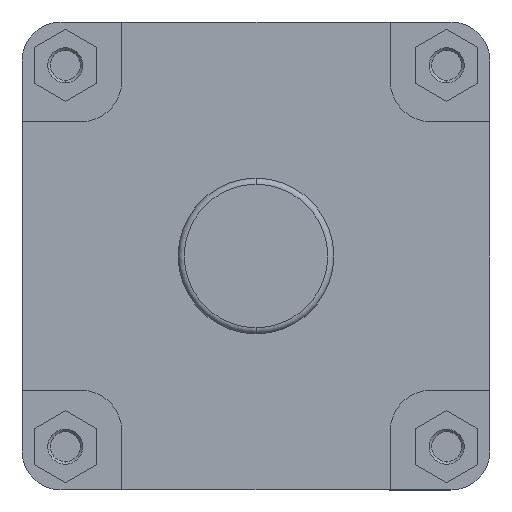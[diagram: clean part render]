
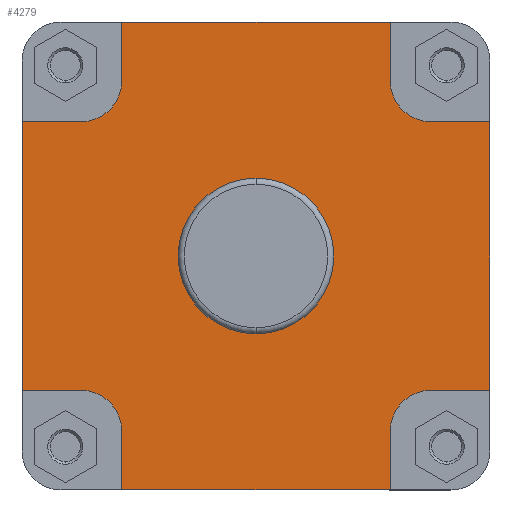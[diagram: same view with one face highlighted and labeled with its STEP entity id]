
A CAD part, left-side view. The second image highlights one B-rep face of the part: STEP entity #4279.
In plain terms, the highlighted planar face has unit normal (-1, 0, 0).
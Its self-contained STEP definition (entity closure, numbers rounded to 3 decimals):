
#133 = LINE ( 'NONE', #2820, #3119 ) ;
#362 = CARTESIAN_POINT ( 'NONE',  ( 67., -101., 101. ) ) ;
#370 = CARTESIAN_POINT ( 'NONE',  ( 67., 101., 101. ) ) ;
#371 = DIRECTION ( 'NONE',  ( -1., 0., 0. ) ) ;
#372 = DIRECTION ( 'NONE',  ( 0., 0., -1. ) ) ;
#373 = CARTESIAN_POINT ( 'NONE',  ( 67., 135., 77.5 ) ) ;
#374 = DIRECTION ( 'NONE',  ( 0., -1., 0. ) ) ;
#378 = CARTESIAN_POINT ( 'NONE',  ( 67., -77.5, 135. ) ) ;
#379 = DIRECTION ( 'NONE',  ( 0., 0., -1. ) ) ;
#384 = DIRECTION ( 'NONE',  ( -1., 0., 0. ) ) ;
#385 = DIRECTION ( 'NONE',  ( 0., 0., -1. ) ) ;
#425 = CARTESIAN_POINT ( 'NONE',  ( 67., -135., 0. ) ) ;
#426 = DIRECTION ( 'NONE',  ( 0., 0., 1. ) ) ;
#807 = CARTESIAN_POINT ( 'NONE',  ( 67., 0., 0. ) ) ;
#816 = DIRECTION ( 'NONE',  ( -1., 0., 0. ) ) ;
#817 = DIRECTION ( 'NONE',  ( 0., 0., 1. ) ) ;
#1413 = VERTEX_POINT ( 'NONE', #4257 ) ;
#1414 = VERTEX_POINT ( 'NONE', #4258 ) ;
#1421 = VERTEX_POINT ( 'NONE', #4359 ) ;
#1422 = VERTEX_POINT ( 'NONE', #4358 ) ;
#1423 = VERTEX_POINT ( 'NONE', #4357 ) ;
#1424 = VERTEX_POINT ( 'NONE', #4365 ) ;
#1425 = VERTEX_POINT ( 'NONE', #4254 ) ;
#1426 = VERTEX_POINT ( 'NONE', #4253 ) ;
#1427 = VERTEX_POINT ( 'NONE', #4252 ) ;
#1428 = VERTEX_POINT ( 'NONE', #4251 ) ;
#1429 = VERTEX_POINT ( 'NONE', #4250 ) ;
#1458 = VERTEX_POINT ( 'NONE', #4220 ) ;
#1619 = VERTEX_POINT ( 'NONE', #4158 ) ;
#1639 = VERTEX_POINT ( 'NONE', #6631 ) ;
#1642 = VERTEX_POINT ( 'NONE', #6633 ) ;
#1643 = VERTEX_POINT ( 'NONE', #6636 ) ;
#1898 = VERTEX_POINT ( 'NONE', #6536 ) ;
#1913 = VERTEX_POINT ( 'NONE', #6480 ) ;
#2003 = CARTESIAN_POINT ( 'NONE',  ( 67., 44.9, 0. ) ) ;
#2009 = PLANE ( 'NONE',  #6059 ) ;
#2010 = DIRECTION ( 'NONE',  ( 1., 0., 0. ) ) ;
#2011 = DIRECTION ( 'NONE',  ( 0., 0., -1. ) ) ;
#2499 = CARTESIAN_POINT ( 'NONE',  ( 67., -101., -101. ) ) ;
#2500 = DIRECTION ( 'NONE',  ( -1., 0., 0. ) ) ;
#2501 = DIRECTION ( 'NONE',  ( 0., 0., -1. ) ) ;
#2561 = CARTESIAN_POINT ( 'NONE',  ( 67., 77.5, -135. ) ) ;
#2564 = DIRECTION ( 'NONE',  ( 0., 0., 1. ) ) ;
#2565 = CARTESIAN_POINT ( 'NONE',  ( 67., 101., -101. ) ) ;
#2566 = DIRECTION ( 'NONE',  ( -1., 0., 0. ) ) ;
#2567 = DIRECTION ( 'NONE',  ( 0., 0., -1. ) ) ;
#2590 = CARTESIAN_POINT ( 'NONE',  ( 67., -297.141, 135. ) ) ;
#2596 = DIRECTION ( 'NONE',  ( 0., -1., 0. ) ) ;
#2613 = CARTESIAN_POINT ( 'NONE',  ( 67., 0., 0. ) ) ;
#2614 = DIRECTION ( 'NONE',  ( -1., 0., 0. ) ) ;
#2615 = DIRECTION ( 'NONE',  ( 0., 0., 1. ) ) ;
#2645 = CARTESIAN_POINT ( 'NONE',  ( 67., -77.5, -101. ) ) ;
#2646 = DIRECTION ( 'NONE',  ( 0., 0., -1. ) ) ;
#2659 = CARTESIAN_POINT ( 'NONE',  ( 67., 135., 0. ) ) ;
#2660 = DIRECTION ( 'NONE',  ( 0., 0., 1. ) ) ;
#2664 = CARTESIAN_POINT ( 'NONE',  ( 67., 77.5, 101. ) ) ;
#2667 = DIRECTION ( 'NONE',  ( 0., 0., 1. ) ) ;
#2672 = CARTESIAN_POINT ( 'NONE',  ( 67., -101., 77.5 ) ) ;
#2673 = DIRECTION ( 'NONE',  ( 0., -1., 0. ) ) ;
#2725 = CARTESIAN_POINT ( 'NONE',  ( 67., 101., -77.5 ) ) ;
#2726 = DIRECTION ( 'NONE',  ( 0., 1., 0. ) ) ;
#2820 = CARTESIAN_POINT ( 'NONE',  ( 67., -297.141, -135. ) ) ;
#2821 = DIRECTION ( 'NONE',  ( 0., -1., 0. ) ) ;
#3021 = CARTESIAN_POINT ( 'NONE',  ( 67., -135., -77.5 ) ) ;
#3030 = DIRECTION ( 'NONE',  ( 0., 1., 0. ) ) ;
#3119 = VECTOR ( 'NONE', #2821, 1000. ) ;
#3265 = LINE ( 'NONE', #3021, #3267 ) ;
#3267 = VECTOR ( 'NONE', #3030, 1000. ) ;
#3383 = LINE ( 'NONE', #373, #3386 ) ;
#3385 = LINE ( 'NONE', #378, #3388 ) ;
#3386 = VECTOR ( 'NONE', #374, 1000. ) ;
#3388 = VECTOR ( 'NONE', #379, 1000. ) ;
#3389 = CIRCLE ( 'NONE', #6280, 23.5 ) ;
#3396 = CIRCLE ( 'NONE', #6284, 23.5 ) ;
#3419 = LINE ( 'NONE', #425, #3420 ) ;
#3420 = VECTOR ( 'NONE', #426, 1000. ) ;
#3691 = CIRCLE ( 'NONE', #6346, 44.9 ) ;
#4019 = ORIENTED_EDGE ( 'NONE', *, *, #6616, .F. ) ;
#4022 = ORIENTED_EDGE ( 'NONE', *, *, #5482, .F. ) ;
#4026 = ORIENTED_EDGE ( 'NONE', *, *, #5711, .F. ) ;
#4027 = ORIENTED_EDGE ( 'NONE', *, *, #5708, .F. ) ;
#4028 = ORIENTED_EDGE ( 'NONE', *, *, #5449, .F. ) ;
#4031 = ORIENTED_EDGE ( 'NONE', *, *, #5435, .F. ) ;
#4034 = ORIENTED_EDGE ( 'NONE', *, *, #5729, .T. ) ;
#4037 = ORIENTED_EDGE ( 'NONE', *, *, #5545, .T. ) ;
#4038 = ORIENTED_EDGE ( 'NONE', *, *, #5457, .F. ) ;
#4039 = ORIENTED_EDGE ( 'NONE', *, *, #5407, .F. ) ;
#4040 = ORIENTED_EDGE ( 'NONE', *, *, #5634, .F. ) ;
#4056 = ORIENTED_EDGE ( 'NONE', *, *, #5479, .F. ) ;
#4057 = ORIENTED_EDGE ( 'NONE', *, *, #5713, .F. ) ;
#4058 = ORIENTED_EDGE ( 'NONE', *, *, #5709, .F. ) ;
#4059 = ORIENTED_EDGE ( 'NONE', *, *, #5504, .F. ) ;
#4060 = ORIENTED_EDGE ( 'NONE', *, *, #5476, .F. ) ;
#4064 = ORIENTED_EDGE ( 'NONE', *, *, #5470, .F. ) ;
#4068 = ORIENTED_EDGE ( 'NONE', *, *, #5436, .F. ) ;
#4158 = CARTESIAN_POINT ( 'NONE',  ( 67., 0., -44.9 ) ) ;
#4220 = CARTESIAN_POINT ( 'NONE',  ( 67., 0., 44.9 ) ) ;
#4250 = CARTESIAN_POINT ( 'NONE',  ( 67., -77.5, 135. ) ) ;
#4251 = CARTESIAN_POINT ( 'NONE',  ( 67., -135., 77.5 ) ) ;
#4252 = CARTESIAN_POINT ( 'NONE',  ( 67., 77.5, 101. ) ) ;
#4253 = CARTESIAN_POINT ( 'NONE',  ( 67., 77.5, 135. ) ) ;
#4254 = CARTESIAN_POINT ( 'NONE',  ( 67., 101., 77.5 ) ) ;
#4257 = CARTESIAN_POINT ( 'NONE',  ( 67., -77.5, 101. ) ) ;
#4258 = CARTESIAN_POINT ( 'NONE',  ( 67., -101., 77.5 ) ) ;
#4279 = ADVANCED_FACE ( 'NONE', ( #4859, #4857 ), #2009, .F. ) ;
#4357 = CARTESIAN_POINT ( 'NONE',  ( 67., 135., -77.5 ) ) ;
#4358 = CARTESIAN_POINT ( 'NONE',  ( 67., 101., -77.5 ) ) ;
#4359 = CARTESIAN_POINT ( 'NONE',  ( 67., 77.5, -101. ) ) ;
#4365 = CARTESIAN_POINT ( 'NONE',  ( 67., 135., 77.5 ) ) ;
#4857 = FACE_OUTER_BOUND ( 'NONE', #6434, .T. ) ;
#4859 = FACE_BOUND ( 'NONE', #6390, .T. ) ;
#5131 = CIRCLE ( 'NONE', #6178, 23.5 ) ;
#5173 = LINE ( 'NONE', #2561, #5177 ) ;
#5177 = VECTOR ( 'NONE', #2564, 1000. ) ;
#5181 = CIRCLE ( 'NONE', #6183, 23.5 ) ;
#5190 = LINE ( 'NONE', #2590, #5203 ) ;
#5203 = VECTOR ( 'NONE', #2596, 1000. ) ;
#5218 = CIRCLE ( 'NONE', #6193, 44.9 ) ;
#5232 = LINE ( 'NONE', #2645, #5233 ) ;
#5233 = VECTOR ( 'NONE', #2646, 1000. ) ;
#5245 = LINE ( 'NONE', #2659, #5246 ) ;
#5246 = VECTOR ( 'NONE', #2660, 1000. ) ;
#5248 = LINE ( 'NONE', #2664, #5251 ) ;
#5251 = VECTOR ( 'NONE', #2667, 1000. ) ;
#5256 = LINE ( 'NONE', #2672, #5257 ) ;
#5257 = VECTOR ( 'NONE', #2673, 1000. ) ;
#5293 = LINE ( 'NONE', #2725, #5294 ) ;
#5294 = VECTOR ( 'NONE', #2726, 1000. ) ;
#5407 = EDGE_CURVE ( 'NONE', #1898, #1643, #5131, .T. ) ;
#5435 = EDGE_CURVE ( 'NONE', #1639, #1421, #5173, .T. ) ;
#5436 = EDGE_CURVE ( 'NONE', #1421, #1422, #5181, .T. ) ;
#5449 = EDGE_CURVE ( 'NONE', #1426, #1429, #5190, .T. ) ;
#5457 = EDGE_CURVE ( 'NONE', #1619, #1458, #5218, .T. ) ;
#5470 = EDGE_CURVE ( 'NONE', #1643, #1913, #5232, .T. ) ;
#5476 = EDGE_CURVE ( 'NONE', #1423, #1424, #5245, .T. ) ;
#5479 = EDGE_CURVE ( 'NONE', #1427, #1426, #5248, .T. ) ;
#5482 = EDGE_CURVE ( 'NONE', #1414, #1428, #5256, .T. ) ;
#5504 = EDGE_CURVE ( 'NONE', #1422, #1423, #5293, .T. ) ;
#5545 = EDGE_CURVE ( 'NONE', #1639, #1913, #133, .T. ) ;
#5634 = EDGE_CURVE ( 'NONE', #1642, #1898, #3265, .T. ) ;
#5708 = EDGE_CURVE ( 'NONE', #1413, #1414, #3389, .T. ) ;
#5709 = EDGE_CURVE ( 'NONE', #1424, #1425, #3383, .T. ) ;
#5711 = EDGE_CURVE ( 'NONE', #1429, #1413, #3385, .T. ) ;
#5713 = EDGE_CURVE ( 'NONE', #1425, #1427, #3396, .T. ) ;
#5729 = EDGE_CURVE ( 'NONE', #1642, #1428, #3419, .T. ) ;
#6059 = AXIS2_PLACEMENT_3D ( 'NONE', #2003, #2010, #2011 ) ;
#6178 = AXIS2_PLACEMENT_3D ( 'NONE', #2499, #2500, #2501 ) ;
#6183 = AXIS2_PLACEMENT_3D ( 'NONE', #2565, #2566, #2567 ) ;
#6193 = AXIS2_PLACEMENT_3D ( 'NONE', #2613, #2614, #2615 ) ;
#6280 = AXIS2_PLACEMENT_3D ( 'NONE', #362, #371, #372 ) ;
#6284 = AXIS2_PLACEMENT_3D ( 'NONE', #370, #384, #385 ) ;
#6346 = AXIS2_PLACEMENT_3D ( 'NONE', #807, #816, #817 ) ;
#6390 = EDGE_LOOP ( 'NONE', ( #4019, #4038 ) ) ;
#6434 = EDGE_LOOP ( 'NONE', ( #4037, #4064, #4039, #4040, #4034, #4022, #4027, #4026, #4028, #4056, #4057, #4058, #4060, #4059, #4068, #4031 ) ) ;
#6480 = CARTESIAN_POINT ( 'NONE',  ( 67., -77.5, -135. ) ) ;
#6536 = CARTESIAN_POINT ( 'NONE',  ( 67., -101., -77.5 ) ) ;
#6616 = EDGE_CURVE ( 'NONE', #1458, #1619, #3691, .T. ) ;
#6631 = CARTESIAN_POINT ( 'NONE',  ( 67., 77.5, -135. ) ) ;
#6633 = CARTESIAN_POINT ( 'NONE',  ( 67., -135., -77.5 ) ) ;
#6636 = CARTESIAN_POINT ( 'NONE',  ( 67., -77.5, -101. ) ) ;
